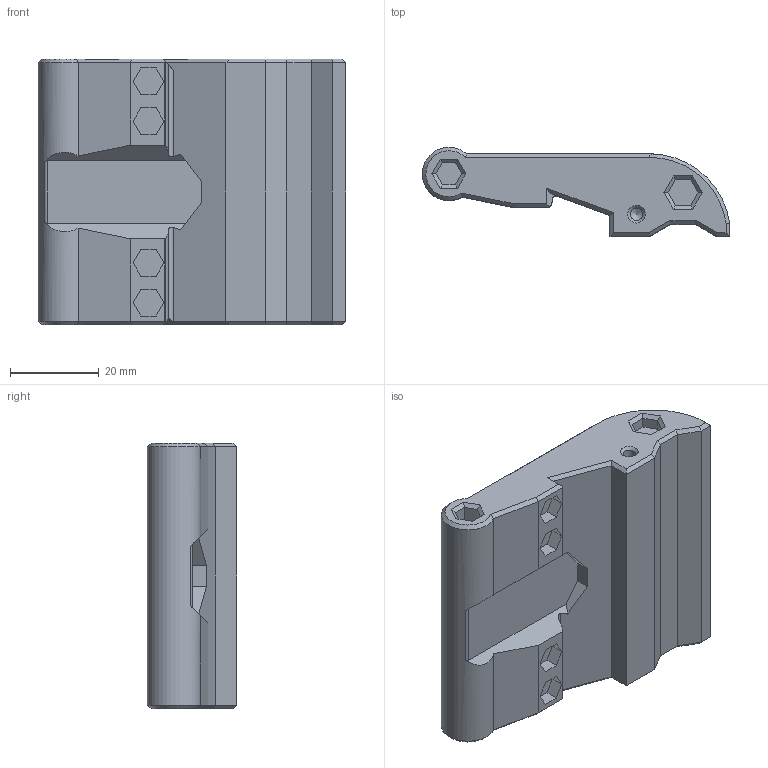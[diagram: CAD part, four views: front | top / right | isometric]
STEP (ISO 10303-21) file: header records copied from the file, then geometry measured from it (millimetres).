
FILE_DESCRIPTION(/* description */ (''),/* implementation_level */ '2;1');
FILE_NAME(/* name */ 'Grippy_Clicky-Clacky_Handle.step',/* time_stamp */ '2025-11-10T08:34:59-06:00',/* author */ (''),/* organization */ (''),/* preprocessor_version */ 'ST-DEVELOPER v20.1',/* originating_system */ 'Autodesk Translation Framework v14.21.0.0',/* authorisation */ '');
FILE_SCHEMA (('AUTOMOTIVE_DESIGN { 1 0 10303 214 3 1 1 }'));
Length unit declared in the file: millimetre
Products named in the file (1): (Unsaved)
Bounding box: 69.35 x 20.12 x 60 mm (x, y, z)
Volume: 45718.8 mm3; surface area: 13274.4 mm2
Topology: 1 solids, 1 shells, 152 faces, 374 edges, 232 vertices
Faces by surface type: plane 131, cylinder 12, cone 8, bspline 1
Full cylindrical faces by diameter (mm): 2.8 x2
Entity records: 4458 total; most frequent: CARTESIAN_POINT 859, ORIENTED_EDGE 744, DIRECTION 704, EDGE_CURVE 372, LINE 326, VECTOR 326, VERTEX_POINT 232, AXIS2_PLACEMENT_3D 189
